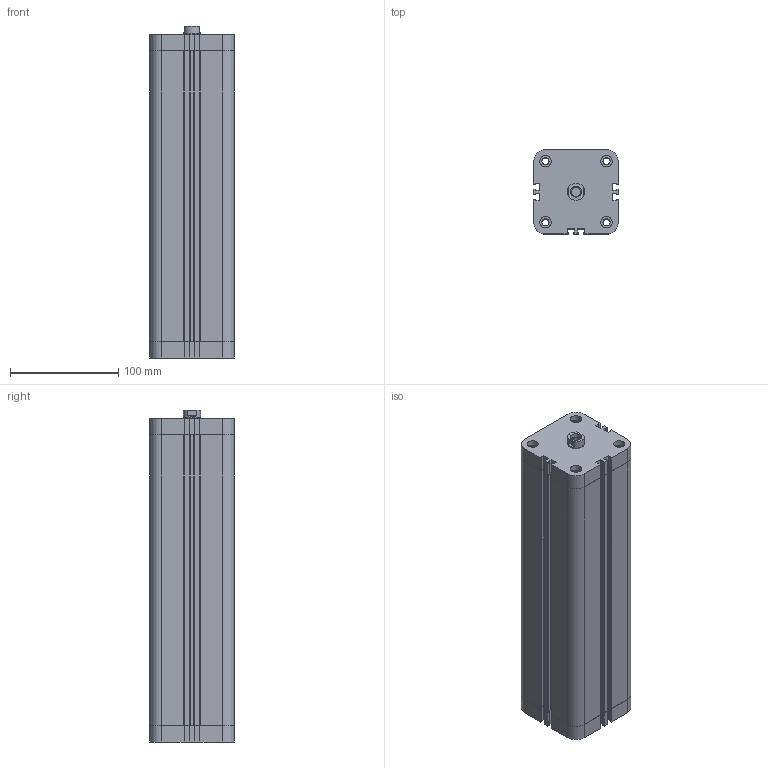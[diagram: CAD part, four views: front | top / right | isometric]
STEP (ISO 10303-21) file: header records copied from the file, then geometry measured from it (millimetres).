
FILE_DESCRIPTION((''),'2;1');
FILE_NAME('155#_63_0250_01_#-01.iam.stp','2011-03-29T08:29:37',(''),(''),'Autodesk Inventor 2011','Autodesk Inventor 2011','');
FILE_SCHEMA(('AUTOMOTIVE_DESIGN { 1 0 10303 214 1 1 1 1 }'));
Length unit declared in the file: millimetre
Products named in the file (5): 155#_63_0250_01_#-01; 1563_502; 1540_503_63_0250; 1540_504_63_0250; 1563_501
Assembly tree (4 placements, depth 2):
  155#_63_0250_01_#-01
    1563_502
    1540_503_63_0250
    1540_504_63_0250
    1563_501
Bounding box: 78 x 78 x 307 mm (x, y, z)
Volume: 963340.5 mm3; surface area: 240450.2 mm2
Topology: 4 solids, 4 shells, 285 faces, 780 edges, 519 vertices
Faces by surface type: plane 192, cylinder 92, cone 1
Full cylindrical faces by diameter (mm): 6 x2, 6.6 x12, 8.5 x1, 8.7 x2, 10 x1, 10.3 x1, 10.5 x8, 12 x1, 15.8 x1, 16 x1, 63 x2
Entity records: 9186 total; most frequent: CARTESIAN_POINT 1556, DIRECTION 1526, ORIENTED_EDGE 1490, EDGE_CURVE 745, VECTOR 552, LINE 552, VERTEX_POINT 517, AXIS2_PLACEMENT_3D 487
